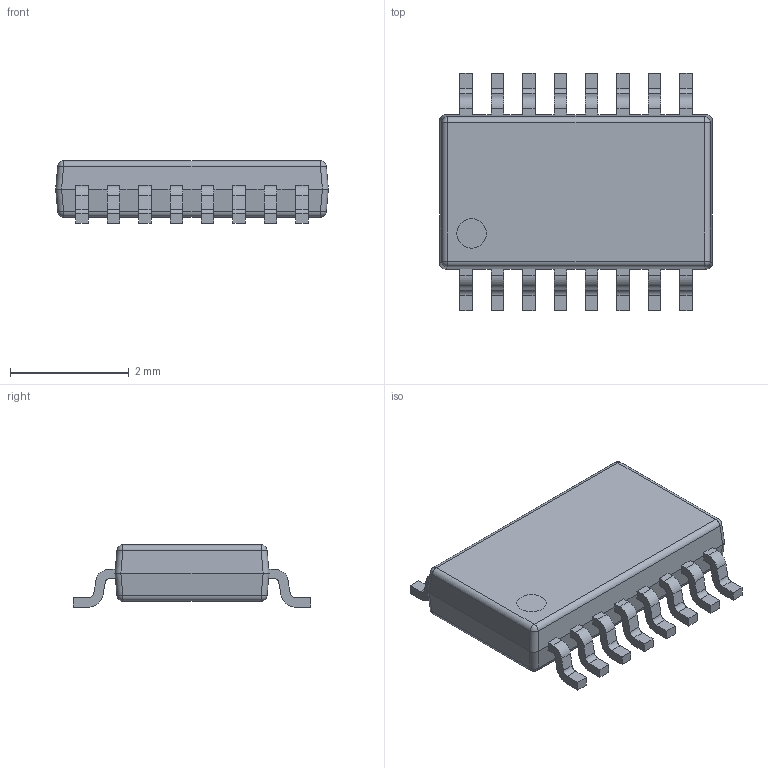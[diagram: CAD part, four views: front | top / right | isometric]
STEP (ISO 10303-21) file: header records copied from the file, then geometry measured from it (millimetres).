
FILE_DESCRIPTION (( 'STEP AP214' ), '1' );
FILE_NAME ('SSOP-16_L4.6-W2.6-P0.53-LS4.0-BL.STEP', '2024-04-01T18:21:22', ( 'Windows User' ), ( 'P R C' ), 'SwSTEP 2.0', 'SolidWorks 2020', '' );
FILE_SCHEMA (( 'AUTOMOTIVE_DESIGN' ));
Length unit declared in the file: millimetre
Products named in the file (1): SSOP-16_L4.6-W2.6-P0.53-LS4.0-BL
Bounding box: 4.6 x 4 x 1.05 mm (x, y, z)
Volume: 11.6 mm3; surface area: 47.2 mm2
Topology: 1 solids, 1 shells, 245 faces, 702 edges, 452 vertices
Faces by surface type: plane 155, cylinder 82, sphere 8
Entity records: 8329 total; most frequent: CARTESIAN_POINT 1404, ORIENTED_EDGE 1388, DIRECTION 1338, EDGE_CURVE 694, LINE 534, VECTOR 534, VERTEX_POINT 452, AXIS2_PLACEMENT_3D 402
